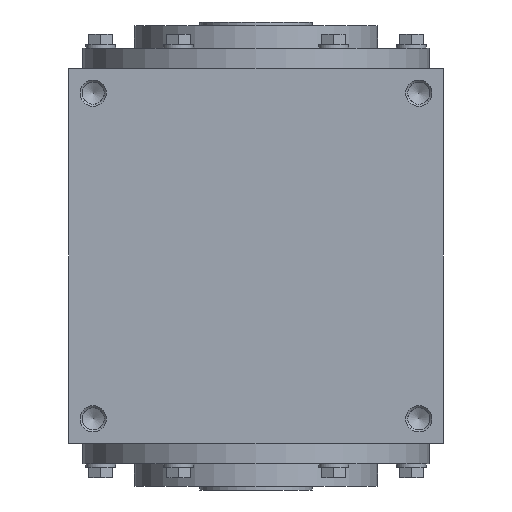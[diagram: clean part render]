
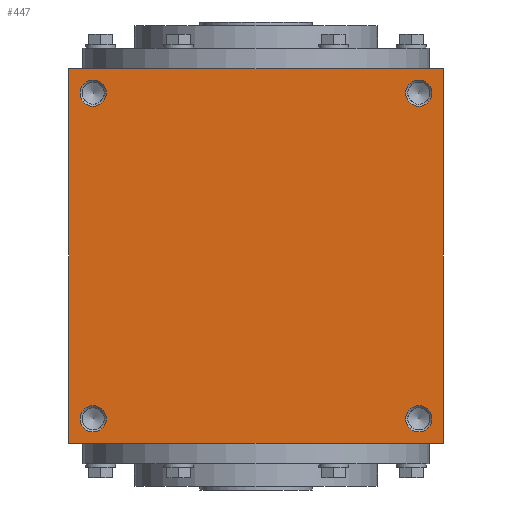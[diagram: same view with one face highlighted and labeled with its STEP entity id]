
A CAD part, left-side view. The second image highlights one B-rep face of the part: STEP entity #447.
In plain terms, the highlighted face is planar.
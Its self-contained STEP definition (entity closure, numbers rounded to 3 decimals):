
#447 = ADVANCED_FACE( '', ( #905, #906, #907, #908, #909 ), #910, .F. );
#905 = FACE_BOUND( '', #1540, .T. );
#906 = FACE_BOUND( '', #1541, .T. );
#907 = FACE_BOUND( '', #1542, .T. );
#908 = FACE_BOUND( '', #1543, .T. );
#909 = FACE_OUTER_BOUND( '', #1544, .T. );
#910 = PLANE( '', #1545 );
#1540 = EDGE_LOOP( '', ( #2259 ) );
#1541 = EDGE_LOOP( '', ( #2260 ) );
#1542 = EDGE_LOOP( '', ( #2261 ) );
#1543 = EDGE_LOOP( '', ( #2262 ) );
#1544 = EDGE_LOOP( '', ( #2263, #2264, #2265, #2266 ) );
#1545 = AXIS2_PLACEMENT_3D( '', #2267, #2268, #2269 );
#2259 = ORIENTED_EDGE( '', *, *, #3318, .F. );
#2260 = ORIENTED_EDGE( '', *, *, #3373, .T. );
#2261 = ORIENTED_EDGE( '', *, *, #3374, .F. );
#2262 = ORIENTED_EDGE( '', *, *, #3375, .T. );
#2263 = ORIENTED_EDGE( '', *, *, #3376, .F. );
#2264 = ORIENTED_EDGE( '', *, *, #3377, .F. );
#2265 = ORIENTED_EDGE( '', *, *, #3378, .F. );
#2266 = ORIENTED_EDGE( '', *, *, #3379, .F. );
#2267 = CARTESIAN_POINT( '', ( 0., 0., -100. ) );
#2268 = DIRECTION( '', ( 0., 0., 1. ) );
#2269 = DIRECTION( '', ( 1., 0., 0. ) );
#3318 = EDGE_CURVE( '', #3812, #3812, #3813, .T. );
#3373 = EDGE_CURVE( '', #3901, #3901, #3902, .T. );
#3374 = EDGE_CURVE( '', #3903, #3903, #3904, .T. );
#3375 = EDGE_CURVE( '', #3905, #3905, #3906, .T. );
#3376 = EDGE_CURVE( '', #3907, #3908, #3909, .T. );
#3377 = EDGE_CURVE( '', #3910, #3907, #3911, .T. );
#3378 = EDGE_CURVE( '', #3912, #3910, #3913, .T. );
#3379 = EDGE_CURVE( '', #3908, #3912, #3914, .T. );
#3812 = VERTEX_POINT( '', #4455 );
#3813 = CIRCLE( '', #4456, 7. );
#3901 = VERTEX_POINT( '', #4553 );
#3902 = CIRCLE( '', #4554, 7. );
#3903 = VERTEX_POINT( '', #4555 );
#3904 = CIRCLE( '', #4556, 7. );
#3905 = VERTEX_POINT( '', #4557 );
#3906 = CIRCLE( '', #4558, 7. );
#3907 = VERTEX_POINT( '', #4559 );
#3908 = VERTEX_POINT( '', #4560 );
#3909 = LINE( '', #4561, #4562 );
#3910 = VERTEX_POINT( '', #4563 );
#3911 = LINE( '', #4564, #4565 );
#3912 = VERTEX_POINT( '', #4566 );
#3913 = LINE( '', #4567, #4568 );
#3914 = LINE( '', #4569, #4570 );
#4455 = CARTESIAN_POINT( '', ( -94., 87., -100. ) );
#4456 = AXIS2_PLACEMENT_3D( '', #5335, #5336, #5337 );
#4553 = CARTESIAN_POINT( '', ( 94., 87., -100. ) );
#4554 = AXIS2_PLACEMENT_3D( '', #5434, #5435, #5436 );
#4555 = CARTESIAN_POINT( '', ( -94., -87., -100. ) );
#4556 = AXIS2_PLACEMENT_3D( '', #5437, #5438, #5439 );
#4557 = CARTESIAN_POINT( '', ( 94., -87., -100. ) );
#4558 = AXIS2_PLACEMENT_3D( '', #5440, #5441, #5442 );
#4559 = CARTESIAN_POINT( '', ( -100., 100., -100. ) );
#4560 = CARTESIAN_POINT( '', ( -100., -100., -100. ) );
#4561 = CARTESIAN_POINT( '', ( -100., 100., -100. ) );
#4562 = VECTOR( '', #5443, 1000. );
#4563 = CARTESIAN_POINT( '', ( 100., 100., -100. ) );
#4564 = CARTESIAN_POINT( '', ( 100., 100., -100. ) );
#4565 = VECTOR( '', #5444, 1000. );
#4566 = CARTESIAN_POINT( '', ( 100., -100., -100. ) );
#4567 = CARTESIAN_POINT( '', ( 100., -100., -100. ) );
#4568 = VECTOR( '', #5445, 1000. );
#4569 = CARTESIAN_POINT( '', ( -100., -100., -100. ) );
#4570 = VECTOR( '', #5446, 1000. );
#5335 = CARTESIAN_POINT( '', ( -87., 87., -100. ) );
#5336 = DIRECTION( '', ( 0., 0., -1. ) );
#5337 = DIRECTION( '', ( -1., 0., 0. ) );
#5434 = CARTESIAN_POINT( '', ( 87., 87., -100. ) );
#5435 = DIRECTION( '', ( 0., 0., 1. ) );
#5436 = DIRECTION( '', ( 1., 0., 0. ) );
#5437 = CARTESIAN_POINT( '', ( -87., -87., -100. ) );
#5438 = DIRECTION( '', ( 0., 0., -1. ) );
#5439 = DIRECTION( '', ( -1., 0., 0. ) );
#5440 = CARTESIAN_POINT( '', ( 87., -87., -100. ) );
#5441 = DIRECTION( '', ( 0., 0., 1. ) );
#5442 = DIRECTION( '', ( 1., 0., 0. ) );
#5443 = DIRECTION( '', ( 0., -1., 0. ) );
#5444 = DIRECTION( '', ( -1., 0., 0. ) );
#5445 = DIRECTION( '', ( 0., 1., 0. ) );
#5446 = DIRECTION( '', ( 1., 0., 0. ) );
